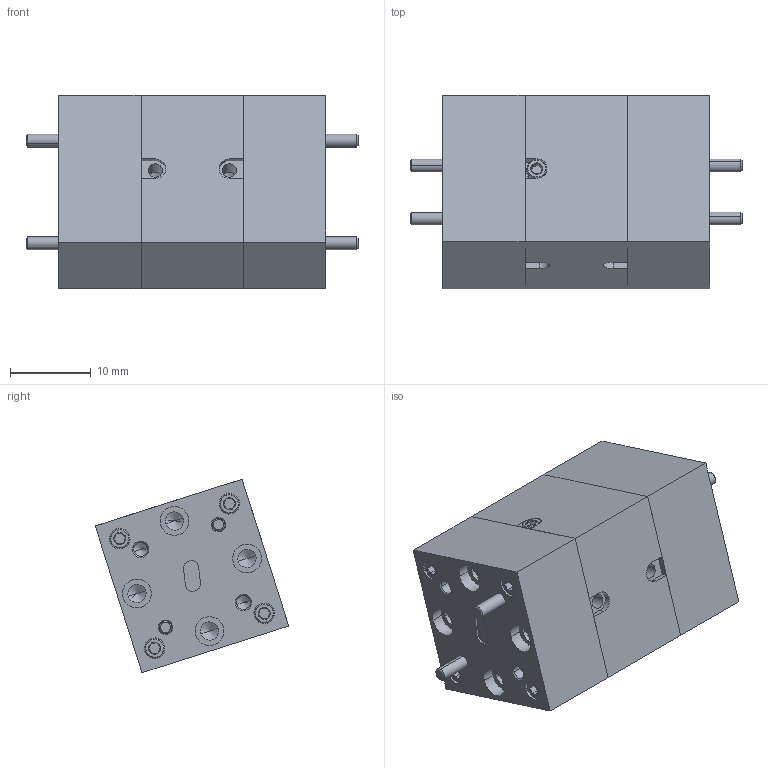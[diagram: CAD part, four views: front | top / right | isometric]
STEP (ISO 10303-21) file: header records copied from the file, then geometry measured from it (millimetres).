
FILE_DESCRIPTION (( 'STEP AP203' ), '1' );
FILE_NAME ('STF-15-91-C.STEP', '2019-11-08T23:03:00', ( '' ), ( '' ), 'SwSTEP 2.0', 'SolidWorks 2016', '' );
FILE_SCHEMA (( 'CONFIG_CONTROL_DESIGN' ));
Length unit declared in the file: inch
Products named in the file (1): STF-15-91-C
Bounding box: 41.06 x 23.93 x 23.93 mm (x, y, z)
Volume: 11504.9 mm3; surface area: 6144.1 mm2
Topology: 16 solids, 16 shells, 505 faces, 1097 edges, 641 vertices
Faces by surface type: cylinder 181, cone 171, plane 151, bspline 2
Entity records: 14654 total; most frequent: CARTESIAN_POINT 3825, DIRECTION 2341, ORIENTED_EDGE 2118, EDGE_CURVE 1059, AXIS2_PLACEMENT_3D 925, VERTEX_POINT 641, EDGE_LOOP 576, FACE_OUTER_BOUND 505
